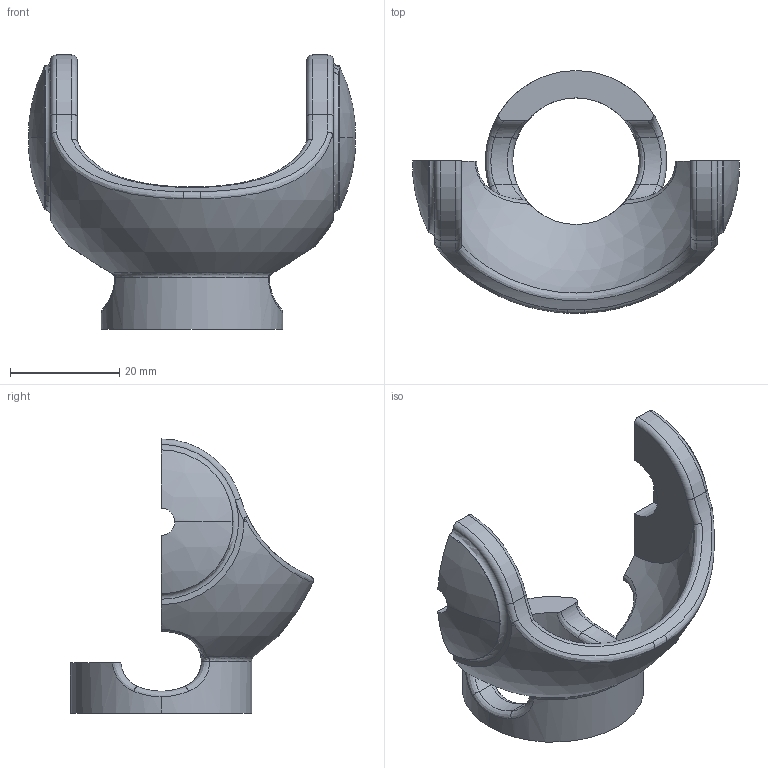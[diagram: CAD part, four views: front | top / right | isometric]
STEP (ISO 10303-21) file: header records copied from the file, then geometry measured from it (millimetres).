
FILE_DESCRIPTION (( 'STEP AP214' ), '1' );
FILE_NAME ('M4_3_B.STEP', '2019-04-01T22:09:19', ( 'MariaConsuegra' ), ( '' ), 'SwSTEP 2.0', 'SolidWorks 2015', '' );
FILE_SCHEMA (( 'AUTOMOTIVE_DESIGN' ));
Length unit declared in the file: millimetre
Products named in the file (1): M4_3_B
Bounding box: 59.79 x 44.48 x 50.17 mm (x, y, z)
Volume: 13014.1 mm3; surface area: 7319.9 mm2
Topology: 1 solids, 1 shells, 78 faces, 209 edges, 132 vertices
Faces by surface type: bspline 26, cylinder 21, plane 12, torus 11, sphere 8
Entity records: 4332 total; most frequent: CARTESIAN_POINT 2514, ORIENTED_EDGE 418, DIRECTION 336, EDGE_CURVE 209, AXIS2_PLACEMENT_3D 148, VERTEX_POINT 132, CIRCLE 95, EDGE_LOOP 79
